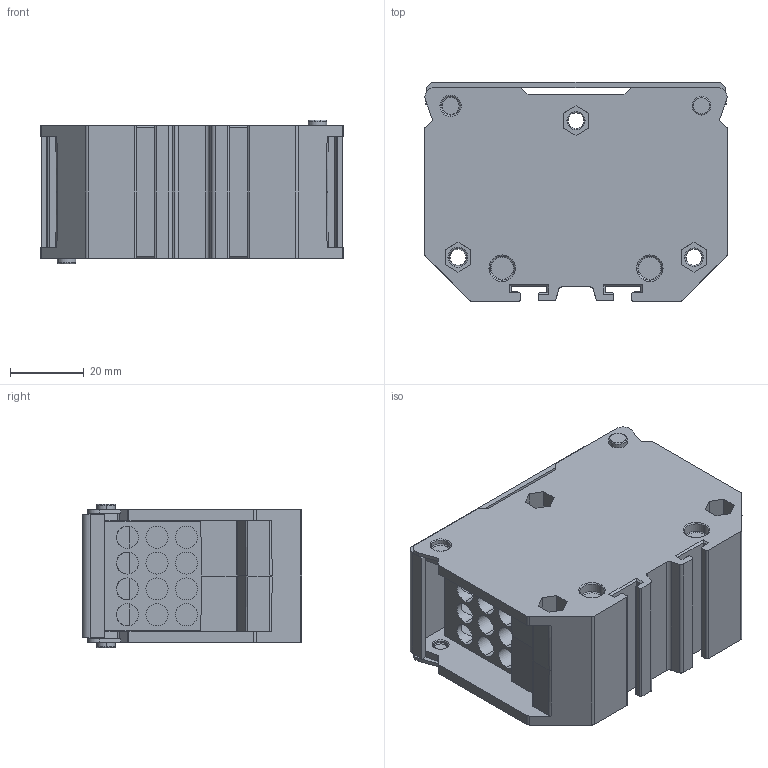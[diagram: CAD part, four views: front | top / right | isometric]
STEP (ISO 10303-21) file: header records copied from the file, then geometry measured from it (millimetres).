
FILE_DESCRIPTION((''),'2;1');
FILE_NAME('01','2021-05-17T',('Administrator'),(''),'PRO/ENGINEER BY PARAMETRIC TECHNOLOGY CORPORATION, 2013230','PRO/ENGINEER BY PARAMETRIC TECHNOLOGY CORPORATION, 2013230','');
FILE_SCHEMA(('CONFIG_CONTROL_DESIGN'));
Length unit declared in the file: millimetre
Products named in the file (1): 01
Bounding box: 82 x 59.4 x 39 mm (x, y, z)
Volume: 94692.8 mm3; surface area: 43204.4 mm2
Topology: 1 solids, 4 shells, 670 faces, 1761 edges, 1110 vertices
Faces by surface type: plane 346, cylinder 208, torus 96, cone 20
Entity records: 25112 total; most frequent: CARTESIAN_POINT 4147, DIRECTION 3559, ORIENTED_EDGE 3522, EDGE_CURVE 1761, AXIS2_PLACEMENT_3D 1226, VERTEX_POINT 1110, VECTOR 1107, LINE 1107
